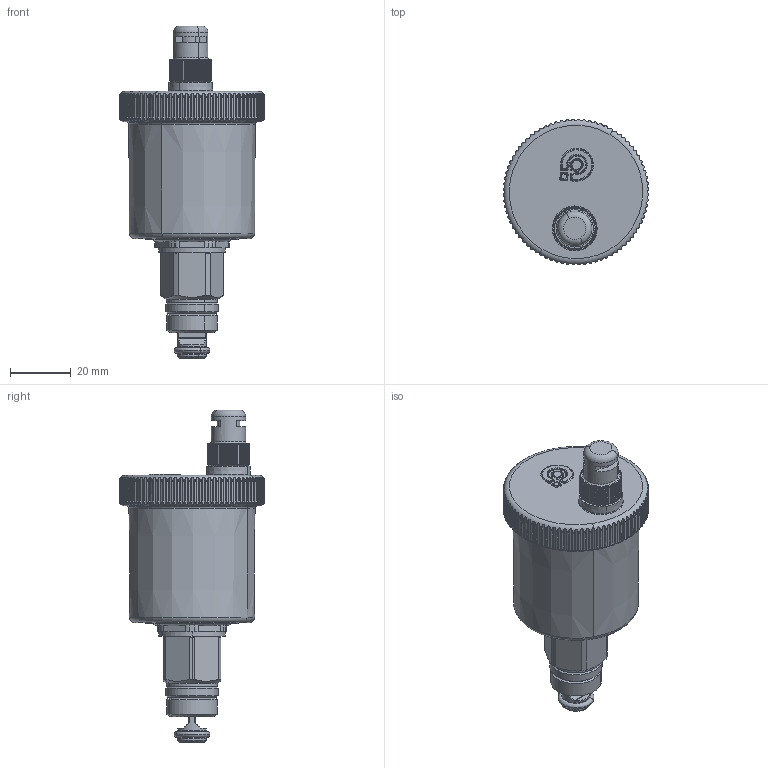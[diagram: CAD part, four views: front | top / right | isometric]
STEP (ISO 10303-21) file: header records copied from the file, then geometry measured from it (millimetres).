
FILE_DESCRIPTION(('CATIA V5 STEP Exchange'),'2;1');
FILE_NAME('STEP_502132_DEC_-_TST.stp','2018-09-10T11:33:11+00:00',('none'),('none'),'CATIA Version 5-6 Release 2016 SP4','CATIA V5 STEP AP203','none');
FILE_SCHEMA(('CONFIG_CONTROL_DESIGN'));
Length unit declared in the file: millimetre
Products named in the file (1): 502132 DEC - TST
Bounding box: 47.87 x 47.87 x 109.2 mm (x, y, z)
Volume: 81225.3 mm3; surface area: 14222.8 mm2
Topology: 2 solids, 5 shells, 867 faces, 2464 edges, 1605 vertices
Faces by surface type: cylinder 373, plane 317, torus 86, cone 41, bspline 41, sphere 9
Entity records: 33588 total; most frequent: CARTESIAN_POINT 14022, ORIENTED_EDGE 4898, DIRECTION 2711, EDGE_CURVE 2449, VERTEX_POINT 1605, AXIS2_PLACEMENT_3D 1223, B_SPLINE_CURVE_WITH_KNOTS 1064, EDGE_LOOP 890
